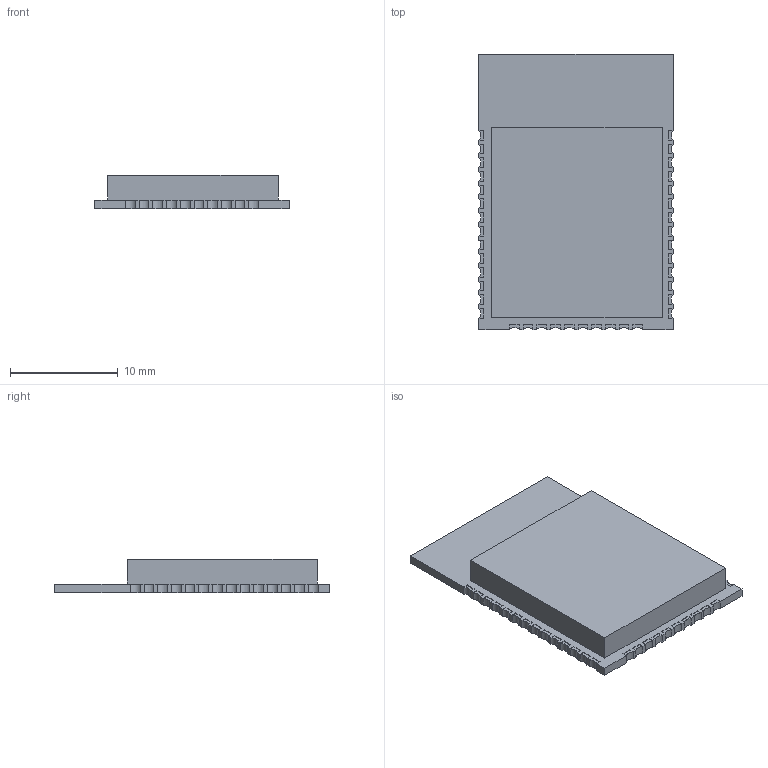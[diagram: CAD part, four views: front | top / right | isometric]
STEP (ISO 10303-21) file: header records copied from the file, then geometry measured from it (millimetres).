
FILE_DESCRIPTION(/* description */ (''),/* implementation_level */ '2;1');
FILE_NAME(/* name */ 'ESP32-WROOM v2.step',/* time_stamp */ '2020-02-11T02:54:27-08:00',/* author */ (''),/* organization */ (''),/* preprocessor_version */ 'ST-DEVELOPER v18',/* originating_system */ 'Autodesk Translation Framework v8.12.0.6',/* authorisation */ '');
FILE_SCHEMA (('AUTOMOTIVE_DESIGN { 1 0 10303 214 3 1 1 }'));
Length unit declared in the file: millimetre
Products named in the file (1): ESP32-WROOM
Bounding box: 18 x 25.5 x 3.1 mm (x, y, z)
Volume: 1002.8 mm3; surface area: 1137.2 mm2
Topology: 1 solids, 1 shells, 239 faces, 708 edges, 472 vertices
Faces by surface type: plane 201, cylinder 38
Entity records: 8077 total; most frequent: CARTESIAN_POINT 1420, ORIENTED_EDGE 1416, DIRECTION 1264, EDGE_CURVE 708, LINE 632, VECTOR 632, VERTEX_POINT 472, AXIS2_PLACEMENT_3D 316
